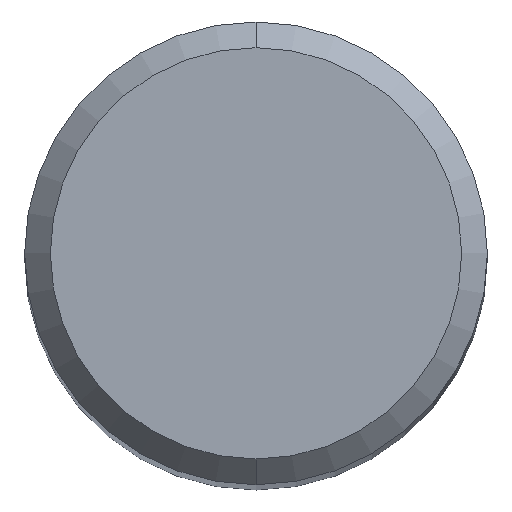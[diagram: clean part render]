
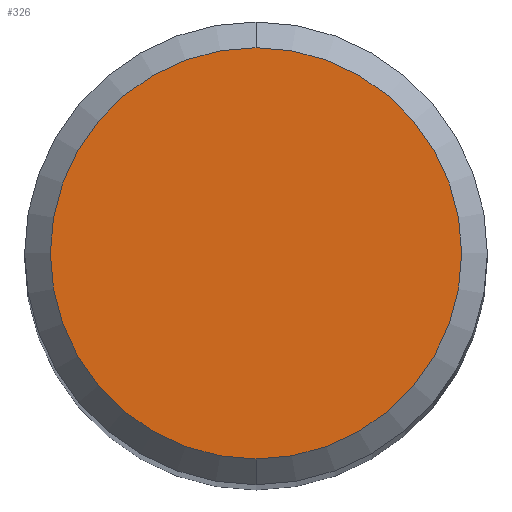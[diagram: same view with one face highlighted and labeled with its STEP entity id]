
A CAD part, top view. The second image highlights one B-rep face of the part: STEP entity #326.
In plain terms, the highlighted planar face has unit normal (0, 0, 1).
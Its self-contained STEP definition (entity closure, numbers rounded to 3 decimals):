
#252=VERTEX_POINT('',#560);
#268=EDGE_CURVE('',#252,#408,#579,.T.);
#326=ADVANCED_FACE('',(#643),#644,.T.);
#344=EDGE_CURVE('',#408,#252,#663,.T.);
#408=VERTEX_POINT('',#733);
#560=CARTESIAN_POINT('',(0.,-4.0,0.0));
#579=CIRCLE('',#1077,4.0);
#643=FACE_OUTER_BOUND('',#1192,.T.);
#644=PLANE('',#1193);
#663=CIRCLE('',#1221,4.0);
#733=CARTESIAN_POINT('',(0.0,4.0,0.0));
#1077=AXIS2_PLACEMENT_3D('',#1574,#1575,#1576);
#1192=EDGE_LOOP('',(#1642,#1643));
#1193=AXIS2_PLACEMENT_3D('',#1644,#1645,#1646);
#1221=AXIS2_PLACEMENT_3D('',#1664,#1665,#1666);
#1574=CARTESIAN_POINT('',(0.0,0.0,0.0));
#1575=DIRECTION('',(0.0,0.0,-1.0));
#1576=DIRECTION('',(0.0,1.0,0.0));
#1642=ORIENTED_EDGE('',*,*,#344,.F.);
#1643=ORIENTED_EDGE('',*,*,#268,.F.);
#1644=CARTESIAN_POINT('',(0.0,2.0,0.0));
#1645=DIRECTION('',(-0.0,0.0,1.0));
#1646=DIRECTION('',(0.0,-1.0,0.0));
#1664=CARTESIAN_POINT('',(0.0,0.0,0.0));
#1665=DIRECTION('',(0.0,0.0,-1.0));
#1666=DIRECTION('',(0.0,1.0,0.0));
